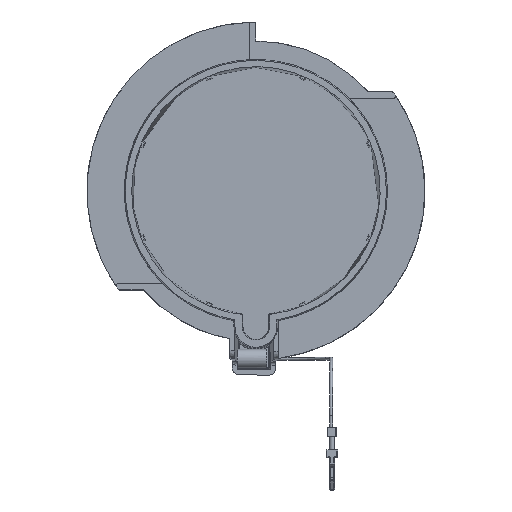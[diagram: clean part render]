
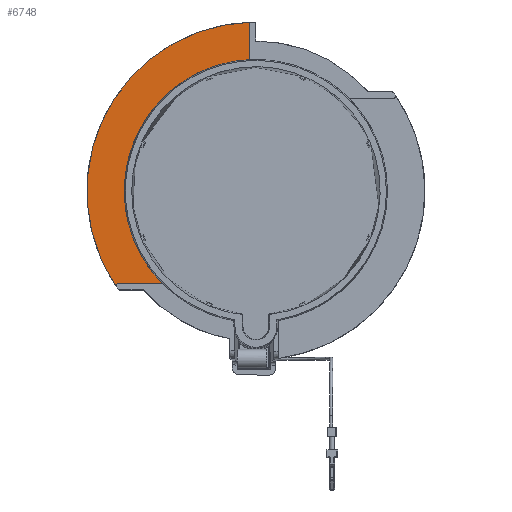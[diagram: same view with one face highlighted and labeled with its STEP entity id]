
A CAD part, top view. The second image highlights one B-rep face of the part: STEP entity #6748.
In plain terms, the highlighted planar face has unit normal (0, 0, 1).
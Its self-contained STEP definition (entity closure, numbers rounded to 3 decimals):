
#14 = CARTESIAN_POINT ( 'NONE',  ( -1.651, 44.078, -4.1 ) ) ;
#459 = CARTESIAN_POINT ( 'NONE',  ( -1.7, 34.483, -4.1 ) ) ;
#742 = CARTESIAN_POINT ( 'NONE',  ( -44.353, -26.003, -4.1 ) ) ;
#823 = DIRECTION ( 'NONE',  ( -1., 0., 0. ) ) ;
#949 = CARTESIAN_POINT ( 'NONE',  ( -43.215, -10.712, -4.1 ) ) ;
#954 = CARTESIAN_POINT ( 'NONE',  ( -1.459, 44.278, -4.1 ) ) ;
#1107 = CARTESIAN_POINT ( 'NONE',  ( -41.319, 16.596, -4.1 ) ) ;
#1523 = VERTEX_POINT ( 'NONE', #7556 ) ;
#2033 = CARTESIAN_POINT ( 'NONE',  ( -36.678, -24.934, -4.1 ) ) ;
#2055 = VERTEX_POINT ( 'NONE', #11912 ) ;
#2435 = ORIENTED_EDGE ( 'NONE', *, *, #12734, .T. ) ;
#3031 = CARTESIAN_POINT ( 'NONE',  ( -22.882, 26.065, -4.1 ) ) ;
#3122 = CARTESIAN_POINT ( 'NONE',  ( -30.985, 15.585, -4.1 ) ) ;
#3242 = PLANE ( 'NONE',  #9511 ) ;
#3332 = CARTESIAN_POINT ( 'NONE',  ( -1.214, 44.333, -4.1 ) ) ;
#3457 = CARTESIAN_POINT ( 'NONE',  ( -1.214, 44.333, -4.1 ) ) ;
#3530 = CARTESIAN_POINT ( 'NONE',  ( -36.163, -24.3, -4.1 ) ) ;
#3612 = CARTESIAN_POINT ( 'NONE',  ( -28.847, -19.257, -4.1 ) ) ;
#3649 = CARTESIAN_POINT ( 'NONE',  ( -32.284, -24.3, -4.1 ) ) ;
#3681 = ORIENTED_EDGE ( 'NONE', *, *, #14477, .T. ) ;
#3702 = CARTESIAN_POINT ( 'NONE',  ( -9.081, 43.587, -4.1 ) ) ;
#3988 = B_SPLINE_CURVE_WITH_KNOTS ( 'NONE', 3,
 ( #12276, #2033, #11182, #14931, #16259, #3530 ),
 .UNSPECIFIED., .F., .F.,
 ( 4, 2, 4 ),
 ( 0., 0.5, 1. ),
 .UNSPECIFIED. ) ;
#4179 = VERTEX_POINT ( 'NONE', #3332 ) ;
#4288 = CARTESIAN_POINT ( 'NONE',  ( -8.292, 33.678, -4.1 ) ) ;
#4479 = CARTESIAN_POINT ( 'NONE',  ( -1.7, 43.834, -4.1 ) ) ;
#4772 = CARTESIAN_POINT ( 'NONE',  ( -33.126, -10.277, -4.1 ) ) ;
#4863 = CARTESIAN_POINT ( 'NONE',  ( -35.466, 26.915, -4.1 ) ) ;
#5476 = CARTESIAN_POINT ( 'NONE',  ( -24.526, -24.3, -4.1 ) ) ;
#5693 = CARTESIAN_POINT ( 'NONE',  ( -1.7, 40.717, -4.1 ) ) ;
#5981 = B_SPLINE_CURVE_WITH_KNOTS ( 'NONE', 3,
 ( #14452, #13431, #5693, #12589 ),
 .UNSPECIFIED., .F., .F.,
 ( 4, 4 ),
 ( 0., 1. ),
 .UNSPECIFIED. ) ;
#6117 = EDGE_CURVE ( 'NONE', #2055, #12333, #6989, .T. ) ;
#6193 = CARTESIAN_POINT ( 'NONE',  ( -44.514, 1.079, -4.1 ) ) ;
#6504 = CARTESIAN_POINT ( 'NONE',  ( -33.383, 9.41, -4.1 ) ) ;
#6748 = ADVANCED_FACE ( 'NONE', ( #10822 ), #3242, .F. ) ;
#6989 = B_SPLINE_CURVE_WITH_KNOTS ( 'NONE', 3,
 ( #459, #15692, #4288, #9379, #14454, #3031, #8126, #14536, #3122, #6504, #13604, #15008, #11102, #4772, #14768, #3612, #12442, #7754 ),
 .UNSPECIFIED., .F., .F.,
 ( 4, 2, 2, 2, 2, 2, 2, 2, 4 ),
 ( 0., 0.125, 0.25, 0.375, 0.5, 0.625, 0.75, 0.875, 1. ),
 .UNSPECIFIED. ) ;
#7138 = CARTESIAN_POINT ( 'NONE',  ( -16.741, 41.256, -4.1 ) ) ;
#7300 = CARTESIAN_POINT ( 'NONE',  ( -36.576, -25.083, -4.1 ) ) ;
#7387 = CARTESIAN_POINT ( 'NONE',  ( -27.044, 35.374, -4.1 ) ) ;
#7413 = CARTESIAN_POINT ( 'NONE',  ( -36.163, -24.3, -4.1 ) ) ;
#7465 = CARTESIAN_POINT ( 'NONE',  ( -43.999, -6.839, -4.1 ) ) ;
#7556 = CARTESIAN_POINT ( 'NONE',  ( -36.163, -24.3, -4.1 ) ) ;
#7754 = CARTESIAN_POINT ( 'NONE',  ( -24.526, -24.3, -4.1 ) ) ;
#8126 = CARTESIAN_POINT ( 'NONE',  ( -25.288, 23.738, -4.1 ) ) ;
#8541 = CARTESIAN_POINT ( 'NONE',  ( -38.821, -21.809, -4.1 ) ) ;
#8790 = CARTESIAN_POINT ( 'NONE',  ( -37.717, 23.666, -4.1 ) ) ;
#9101 = CARTESIAN_POINT ( 'NONE',  ( -1.7, 43.963, -4.1 ) ) ;
#9371 = EDGE_LOOP ( 'NONE', ( #3681, #12561, #2435, #11328, #9375, #13444 ) ) ;
#9375 = ORIENTED_EDGE ( 'NONE', *, *, #11200, .F. ) ;
#9379 = CARTESIAN_POINT ( 'NONE',  ( -14.543, 31.487, -4.1 ) ) ;
#9511 = AXIS2_PLACEMENT_3D ( 'NONE', #742, #13570, #823 ) ;
#9794 = CARTESIAN_POINT ( 'NONE',  ( -5.18, 44.225, -4.1 ) ) ;
#10390 = B_SPLINE_CURVE_WITH_KNOTS ( 'NONE', 3,
 ( #15047, #16289, #3649, #7413 ),
 .UNSPECIFIED., .F., .F.,
 ( 4, 4 ),
 ( 0., 1. ),
 .UNSPECIFIED. ) ;
#10822 = FACE_OUTER_BOUND ( 'NONE', #9371, .T. ) ;
#10857 = EDGE_CURVE ( 'NONE', #15999, #4179, #14784, .T. ) ;
#11102 = CARTESIAN_POINT ( 'NONE',  ( -34.476, -3.792, -4.1 ) ) ;
#11182 = CARTESIAN_POINT ( 'NONE',  ( -36.68, -24.765, -4.1 ) ) ;
#11200 = EDGE_CURVE ( 'NONE', #12333, #1523, #10390, .T. ) ;
#11233 = CARTESIAN_POINT ( 'NONE',  ( -36.576, -25.083, -4.1 ) ) ;
#11328 = ORIENTED_EDGE ( 'NONE', *, *, #15571, .T. ) ;
#11912 = CARTESIAN_POINT ( 'NONE',  ( -1.7, 34.483, -4.1 ) ) ;
#12276 = CARTESIAN_POINT ( 'NONE',  ( -36.576, -25.083, -4.1 ) ) ;
#12333 = VERTEX_POINT ( 'NONE', #5476 ) ;
#12360 = CARTESIAN_POINT ( 'NONE',  ( -40.597, -18.28, -4.1 ) ) ;
#12442 = CARTESIAN_POINT ( 'NONE',  ( -26.857, -21.947, -4.1 ) ) ;
#12504 = B_SPLINE_CURVE_WITH_KNOTS ( 'NONE', 3,
 ( #3457, #9794, #3702, #7138, #14938, #7387, #13789, #4863, #8790, #1107, #12522, #13698, #6193, #7465, #949, #12360, #8541, #7300 ),
 .UNSPECIFIED., .F., .F.,
 ( 4, 2, 2, 2, 2, 2, 2, 2, 4 ),
 ( 0., 0.125, 0.25, 0.375, 0.5, 0.625, 0.75, 0.875, 1. ),
 .UNSPECIFIED. ) ;
#12522 = CARTESIAN_POINT ( 'NONE',  ( -42.624, 12.865, -4.1 ) ) ;
#12561 = ORIENTED_EDGE ( 'NONE', *, *, #10857, .T. ) ;
#12589 = CARTESIAN_POINT ( 'NONE',  ( -1.7, 43.834, -4.1 ) ) ;
#12676 = CARTESIAN_POINT ( 'NONE',  ( -1.345, 44.33, -4.1 ) ) ;
#12734 = EDGE_CURVE ( 'NONE', #4179, #14021, #12504, .T. ) ;
#13431 = CARTESIAN_POINT ( 'NONE',  ( -1.7, 37.6, -4.1 ) ) ;
#13444 = ORIENTED_EDGE ( 'NONE', *, *, #6117, .F. ) ;
#13570 = DIRECTION ( 'NONE',  ( 0., 0., -1. ) ) ;
#13604 = CARTESIAN_POINT ( 'NONE',  ( -34.134, 6.149, -4.1 ) ) ;
#13698 = CARTESIAN_POINT ( 'NONE',  ( -44.239, 5.022, -4.1 ) ) ;
#13789 = CARTESIAN_POINT ( 'NONE',  ( -30.071, 32.833, -4.1 ) ) ;
#14021 = VERTEX_POINT ( 'NONE', #11233 ) ;
#14098 = CARTESIAN_POINT ( 'NONE',  ( -1.214, 44.333, -4.1 ) ) ;
#14452 = CARTESIAN_POINT ( 'NONE',  ( -1.7, 34.483, -4.1 ) ) ;
#14454 = CARTESIAN_POINT ( 'NONE',  ( -17.51, 29.939, -4.1 ) ) ;
#14477 = EDGE_CURVE ( 'NONE', #2055, #15999, #5981, .T. ) ;
#14536 = CARTESIAN_POINT ( 'NONE',  ( -29.339, 18.498, -4.1 ) ) ;
#14768 = CARTESIAN_POINT ( 'NONE',  ( -31.982, -13.422, -4.1 ) ) ;
#14784 = B_SPLINE_CURVE_WITH_KNOTS ( 'NONE', 3,
 ( #15337, #9101, #14, #954, #12676, #14098 ),
 .UNSPECIFIED., .F., .F.,
 ( 4, 2, 4 ),
 ( 0., 0.5, 1. ),
 .UNSPECIFIED. ) ;
#14931 = CARTESIAN_POINT ( 'NONE',  ( -36.487, -24.393, -4.1 ) ) ;
#14938 = CARTESIAN_POINT ( 'NONE',  ( -20.336, 39.612, -4.1 ) ) ;
#15008 = CARTESIAN_POINT ( 'NONE',  ( -34.681, -0.452, -4.1 ) ) ;
#15047 = CARTESIAN_POINT ( 'NONE',  ( -24.526, -24.3, -4.1 ) ) ;
#15337 = CARTESIAN_POINT ( 'NONE',  ( -1.7, 43.834, -4.1 ) ) ;
#15571 = EDGE_CURVE ( 'NONE', #14021, #1523, #3988, .T. ) ;
#15692 = CARTESIAN_POINT ( 'NONE',  ( -5.008, 34.32, -4.1 ) ) ;
#15999 = VERTEX_POINT ( 'NONE', #4479 ) ;
#16259 = CARTESIAN_POINT ( 'NONE',  ( -36.347, -24.3, -4.1 ) ) ;
#16289 = CARTESIAN_POINT ( 'NONE',  ( -28.405, -24.3, -4.1 ) ) ;
